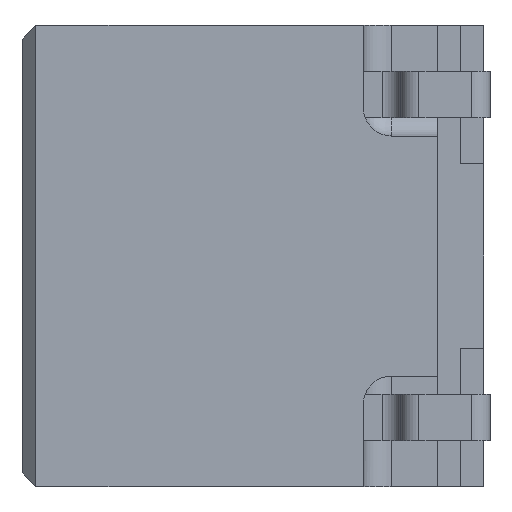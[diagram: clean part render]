
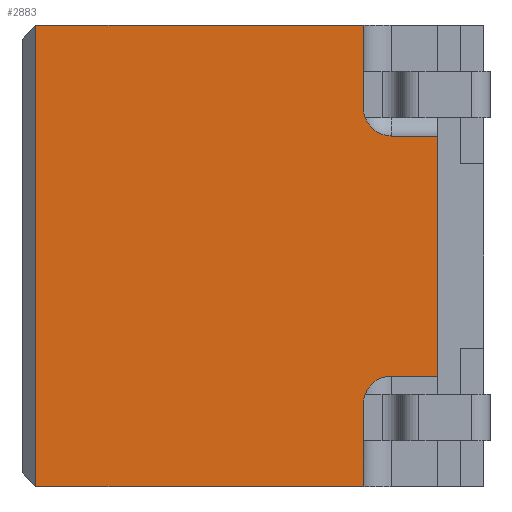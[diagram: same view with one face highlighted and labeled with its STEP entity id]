
A CAD part, left-side view. The second image highlights one B-rep face of the part: STEP entity #2883.
In plain terms, the highlighted planar face has unit normal (-1, 0, 0).
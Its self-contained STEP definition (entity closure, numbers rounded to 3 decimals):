
#409=PLANE('',#3065);
#523=FACE_OUTER_BOUND('',#637,.T.);
#637=EDGE_LOOP('',(#2286,#2287,#2288,#2289,#2290,#2291,#2292,#2293,#2294,
#2295));
#851=LINE('',#4191,#1116);
#859=LINE('',#4213,#1124);
#874=LINE('',#4252,#1139);
#894=LINE('',#4300,#1159);
#896=LINE('',#4304,#1161);
#897=LINE('',#4305,#1162);
#898=LINE('',#4306,#1163);
#899=LINE('',#4307,#1164);
#1116=VECTOR('',#3540,10.);
#1124=VECTOR('',#3560,10.);
#1139=VECTOR('',#3597,10.);
#1159=VECTOR('',#3639,10.);
#1161=VECTOR('',#3643,10.);
#1162=VECTOR('',#3644,10.);
#1163=VECTOR('',#3645,10.);
#1164=VECTOR('',#3646,10.);
#1212=CIRCLE('',#3033,0.3);
#1214=CIRCLE('',#3038,0.3);
#1378=VERTEX_POINT('',#4182);
#1379=VERTEX_POINT('',#4184);
#1380=VERTEX_POINT('',#4190);
#1382=VERTEX_POINT('',#4195);
#1383=VERTEX_POINT('',#4197);
#1388=VERTEX_POINT('',#4211);
#1401=VERTEX_POINT('',#4250);
#1414=VERTEX_POINT('',#4284);
#1418=VERTEX_POINT('',#4296);
#1419=VERTEX_POINT('',#4303);
#1661=EDGE_CURVE('',#1378,#1379,#1212,.T.);
#1664=EDGE_CURVE('',#1380,#1379,#851,.T.);
#1667=EDGE_CURVE('',#1382,#1383,#1214,.T.);
#1675=EDGE_CURVE('',#1382,#1388,#859,.T.);
#1694=EDGE_CURVE('',#1378,#1401,#874,.T.);
#1717=EDGE_CURVE('',#1414,#1418,#894,.T.);
#1719=EDGE_CURVE('',#1419,#1414,#896,.T.);
#1720=EDGE_CURVE('',#1419,#1383,#897,.T.);
#1721=EDGE_CURVE('',#1388,#1380,#898,.T.);
#1722=EDGE_CURVE('',#1401,#1418,#899,.T.);
#2286=ORIENTED_EDGE('',*,*,#1717,.F.);
#2287=ORIENTED_EDGE('',*,*,#1719,.F.);
#2288=ORIENTED_EDGE('',*,*,#1720,.T.);
#2289=ORIENTED_EDGE('',*,*,#1667,.F.);
#2290=ORIENTED_EDGE('',*,*,#1675,.T.);
#2291=ORIENTED_EDGE('',*,*,#1721,.T.);
#2292=ORIENTED_EDGE('',*,*,#1664,.T.);
#2293=ORIENTED_EDGE('',*,*,#1661,.F.);
#2294=ORIENTED_EDGE('',*,*,#1694,.T.);
#2295=ORIENTED_EDGE('',*,*,#1722,.T.);
#2883=ADVANCED_FACE('',(#523),#409,.T.);
#3033=AXIS2_PLACEMENT_3D('',#4185,#3531,#3532);
#3038=AXIS2_PLACEMENT_3D('',#4198,#3545,#3546);
#3065=AXIS2_PLACEMENT_3D('',#4302,#3641,#3642);
#3531=DIRECTION('center_axis',(-1.,0.,0.));
#3532=DIRECTION('ref_axis',(0.,0.707,-0.707));
#3540=DIRECTION('',(0.,1.,0.));
#3545=DIRECTION('center_axis',(-1.,0.,0.));
#3546=DIRECTION('ref_axis',(0.,0.707,0.707));
#3560=DIRECTION('',(0.,-1.,0.));
#3597=DIRECTION('',(0.,0.,1.));
#3639=DIRECTION('',(0.,0.,1.));
#3641=DIRECTION('center_axis',(-1.,0.,0.));
#3642=DIRECTION('ref_axis',(0.,0.,1.));
#3643=DIRECTION('',(0.,1.,0.));
#3644=DIRECTION('',(0.,0.,1.));
#3645=DIRECTION('',(0.,0.,1.));
#3646=DIRECTION('',(0.,1.,0.));
#4182=CARTESIAN_POINT('',(-2.5,1.3,1.6));
#4184=CARTESIAN_POINT('',(-2.5,1.,1.3));
#4185=CARTESIAN_POINT('Origin',(-2.5,1.,1.6));
#4190=CARTESIAN_POINT('',(-2.5,0.5,1.3));
#4191=CARTESIAN_POINT('',(-2.5,0.9,1.3));
#4195=CARTESIAN_POINT('',(-2.5,1.,-1.3));
#4197=CARTESIAN_POINT('',(-2.5,1.3,-1.6));
#4198=CARTESIAN_POINT('Origin',(-2.5,1.,-1.6));
#4211=CARTESIAN_POINT('',(-2.5,0.5,-1.3));
#4213=CARTESIAN_POINT('',(-2.5,0.9,-1.3));
#4250=CARTESIAN_POINT('',(-2.5,1.3,2.5));
#4252=CARTESIAN_POINT('',(-2.5,1.3,-2.5));
#4284=CARTESIAN_POINT('',(-2.5,4.85,-2.5));
#4296=CARTESIAN_POINT('',(-2.5,4.85,2.5));
#4300=CARTESIAN_POINT('',(-2.5,4.85,-1.25));
#4302=CARTESIAN_POINT('Origin',(-2.5,0.5,-2.5));
#4303=CARTESIAN_POINT('',(-2.5,1.3,-2.5));
#4304=CARTESIAN_POINT('',(-2.5,1.3,-2.5));
#4305=CARTESIAN_POINT('',(-2.5,1.3,-2.5));
#4306=CARTESIAN_POINT('',(-2.5,0.5,-2.5));
#4307=CARTESIAN_POINT('',(-2.5,1.3,2.5));
